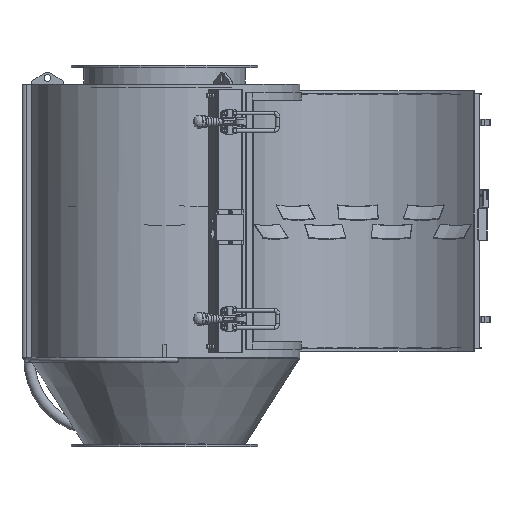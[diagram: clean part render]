
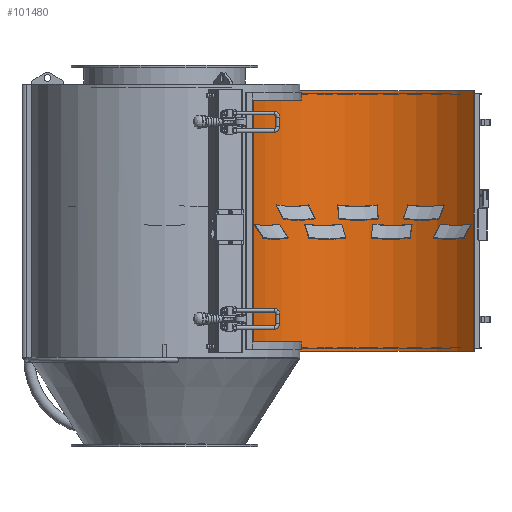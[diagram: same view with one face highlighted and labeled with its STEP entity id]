
A CAD part, left-side view. The second image highlights one B-rep face of the part: STEP entity #101480.
In plain terms, the highlighted cylindrical face has radius 428 mm (diameter 856 mm), a partial arc.
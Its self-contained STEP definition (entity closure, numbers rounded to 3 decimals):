
#4277=LINE($,#139465,#12979);
#4281=LINE($,#139474,#12983);
#12979=VECTOR($,#116281,820.);
#12983=VECTOR($,#116291,820.);
#21264=CYLINDRICAL_SURFACE($,#107764,428.);
#25403=FACE_BOUND($,#33383,.T.);
#33383=EDGE_LOOP($,(#68812,#68813,#68814,#68815));
#40769=CIRCLE($,#107667,428.);
#40770=CIRCLE($,#107670,428.);
#43609=VERTEX_POINT($,#139463);
#43610=VERTEX_POINT($,#139464);
#43611=VERTEX_POINT($,#139469);
#43612=VERTEX_POINT($,#139473);
#53389=EDGE_CURVE($,#43609,#43610,#4277,.T.);
#53392=EDGE_CURVE($,#43610,#43611,#40769,.T.);
#53394=EDGE_CURVE($,#43611,#43612,#4281,.T.);
#53396=EDGE_CURVE($,#43612,#43609,#40770,.T.);
#68812=ORIENTED_EDGE($,*,*,#53392,.F.);
#68813=ORIENTED_EDGE($,*,*,#53389,.F.);
#68814=ORIENTED_EDGE($,*,*,#53396,.F.);
#68815=ORIENTED_EDGE($,*,*,#53394,.F.);
#101480=ADVANCED_FACE($,(#25403),#21264,.F.);
#107667=AXIS2_PLACEMENT_3D($,#139470,#116286,#116287);
#107670=AXIS2_PLACEMENT_3D($,#139477,#116295,#116296);
#107764=AXIS2_PLACEMENT_3D($,#139712,#116558,#116559);
#116281=DIRECTION($,(0.,0.,1.));
#116286=DIRECTION('center_axis',(0.,0.,
-1.));
#116287=DIRECTION('ref_axis',(0.491,0.871,0.));
#116291=DIRECTION($,(0.,0.,-1.));
#116295=DIRECTION('center_axis',(0.,0.,
1.));
#116296=DIRECTION('ref_axis',(0.651,-0.759,0.));
#116558=DIRECTION('center_axis',(0.,0.,
1.));
#116559=DIRECTION('ref_axis',(0.491,0.871,0.));
#139463=CARTESIAN_POINT('',(400.076,-274.915,300.));
#139464=CARTESIAN_POINT('',(400.076,-274.915,1120.));
#139465=CARTESIAN_POINT($,(400.076,-274.915,300.));
#139469=CARTESIAN_POINT('',(468.732,-972.74,1120.));
#139470=CARTESIAN_POINT('Origin',(190.093,-647.864,1120.));
#139473=CARTESIAN_POINT('',(468.732,-972.74,300.));
#139474=CARTESIAN_POINT($,(468.732,-972.74,1120.));
#139477=CARTESIAN_POINT('Origin',(190.093,-647.864,300.));
#139712=CARTESIAN_POINT('Origin',(190.093,-647.864,1120.));
